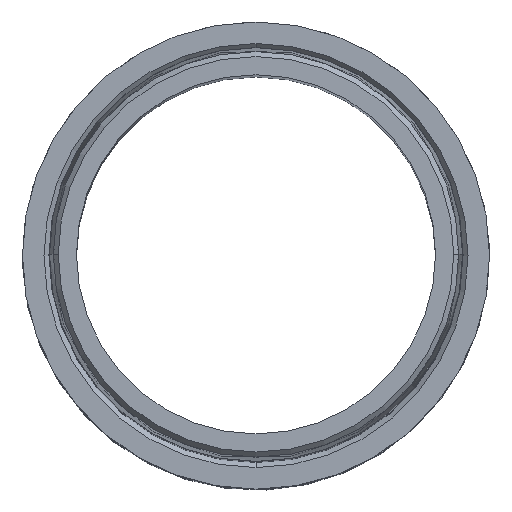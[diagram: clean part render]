
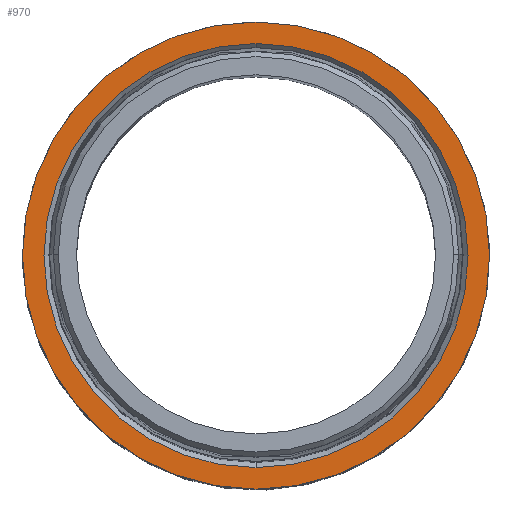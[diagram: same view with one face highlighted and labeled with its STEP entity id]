
A CAD part, top view. The second image highlights one B-rep face of the part: STEP entity #970.
In plain terms, the highlighted planar face has unit normal (0, 0, 1).
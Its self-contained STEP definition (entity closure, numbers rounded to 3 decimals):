
#231 = CARTESIAN_POINT ( 'NONE',  ( 0., 24.736, 0. ) ) ;
#242 = DIRECTION ( 'NONE',  ( 0., -1., 0. ) ) ;
#243 = DIRECTION ( 'NONE',  ( 0., 0., 1. ) ) ;
#244 = CARTESIAN_POINT ( 'NONE',  ( 0., 0., 0. ) ) ;
#245 = AXIS2_PLACEMENT_3D ( 'NONE', #244, #243, #242 ) ;
#246 = CIRCLE ( 'NONE', #245, 24.736 ) ;
#411 = CARTESIAN_POINT ( 'NONE',  ( 0., -24.736, 0. ) ) ;
#438 = CARTESIAN_POINT ( 'NONE',  ( 0., -27.25, 0. ) ) ;
#439 = DIRECTION ( 'NONE',  ( 0., -1., 0. ) ) ;
#440 = DIRECTION ( 'NONE',  ( 0., 0., 1. ) ) ;
#441 = CARTESIAN_POINT ( 'NONE',  ( 0., 0., 0. ) ) ;
#442 = AXIS2_PLACEMENT_3D ( 'NONE', #441, #440, #439 ) ;
#443 = CIRCLE ( 'NONE', #442, 27.25 ) ;
#970 = ADVANCED_FACE ( 'NONE', ( #1485, #1542 ), #1540, .F. ) ;
#973 = ORIENTED_EDGE ( 'NONE', *, *, #1405, .T. ) ;
#974 = ORIENTED_EDGE ( 'NONE', *, *, #975, .T. ) ;
#975 = EDGE_CURVE ( 'NONE', #981, #1406, #1536, .T. ) ;
#976 = EDGE_LOOP ( 'NONE', ( #977, #979 ) ) ;
#977 = ORIENTED_EDGE ( 'NONE', *, *, #978, .F. ) ;
#978 = EDGE_CURVE ( 'NONE', #1402, #1275, #1511, .T. ) ;
#979 = ORIENTED_EDGE ( 'NONE', *, *, #1266, .F. ) ;
#981 = VERTEX_POINT ( 'NONE', #1506 ) ;
#1014 = EDGE_LOOP ( 'NONE', ( #973, #974 ) ) ;
#1266 = EDGE_CURVE ( 'NONE', #1275, #1402, #246, .T. ) ;
#1275 = VERTEX_POINT ( 'NONE', #231 ) ;
#1402 = VERTEX_POINT ( 'NONE', #411 ) ;
#1405 = EDGE_CURVE ( 'NONE', #1406, #981, #443, .T. ) ;
#1406 = VERTEX_POINT ( 'NONE', #438 ) ;
#1466 = CARTESIAN_POINT ( 'NONE',  ( 0., 0., 0. ) ) ;
#1469 = DIRECTION ( 'NONE',  ( 0., 1., 0. ) ) ;
#1470 = DIRECTION ( 'NONE',  ( 0., 0., -1. ) ) ;
#1471 = CARTESIAN_POINT ( 'NONE',  ( 0., 27.25, 0. ) ) ;
#1485 = FACE_OUTER_BOUND ( 'NONE', #1014, .T. ) ;
#1506 = CARTESIAN_POINT ( 'NONE',  ( 0., 27.25, 0. ) ) ;
#1508 = DIRECTION ( 'NONE',  ( 0., -1., 0. ) ) ;
#1509 = DIRECTION ( 'NONE',  ( 0., 0., 1. ) ) ;
#1510 = AXIS2_PLACEMENT_3D ( 'NONE', #1537, #1509, #1508 ) ;
#1511 = CIRCLE ( 'NONE', #1510, 24.736 ) ;
#1533 = DIRECTION ( 'NONE',  ( 0., -1., 0. ) ) ;
#1534 = DIRECTION ( 'NONE',  ( 0., 0., 1. ) ) ;
#1535 = AXIS2_PLACEMENT_3D ( 'NONE', #1466, #1534, #1533 ) ;
#1536 = CIRCLE ( 'NONE', #1535, 27.25 ) ;
#1537 = CARTESIAN_POINT ( 'NONE',  ( 0., 0., 0. ) ) ;
#1540 = PLANE ( 'NONE',  #1541 ) ;
#1541 = AXIS2_PLACEMENT_3D ( 'NONE', #1471, #1470, #1469 ) ;
#1542 = FACE_BOUND ( 'NONE', #976, .T. ) ;
